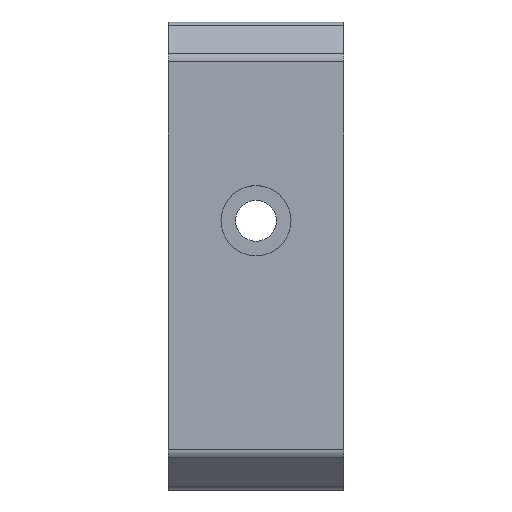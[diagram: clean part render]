
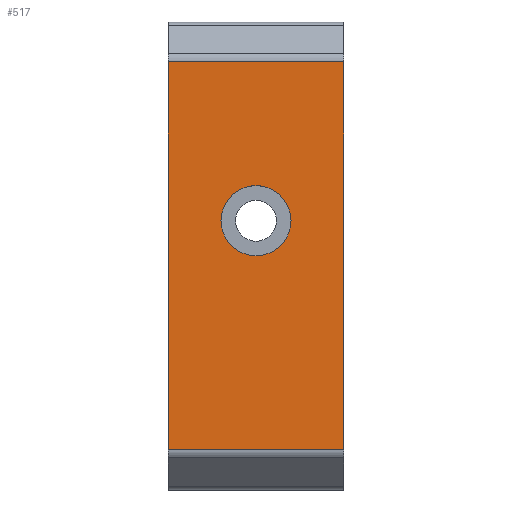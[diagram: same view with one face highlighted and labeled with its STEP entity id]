
A CAD part, top view. The second image highlights one B-rep face of the part: STEP entity #517.
In plain terms, the highlighted planar face has unit normal (0, 0, 1).
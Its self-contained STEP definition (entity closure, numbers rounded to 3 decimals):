
#4 = DIRECTION ( 'NONE',  ( 0., 0., 1. ) ) ;
#15 = AXIS2_PLACEMENT_3D ( 'NONE', #574, #764, #591 ) ;
#20 = EDGE_CURVE ( 'NONE', #893, #722, #867, .T. ) ;
#25 = CARTESIAN_POINT ( 'NONE',  ( -117.674, -150.494, 19.236 ) ) ;
#35 = CARTESIAN_POINT ( 'NONE',  ( -117.674, -117.323, 19.236 ) ) ;
#66 = CARTESIAN_POINT ( 'NONE',  ( -117.674, -118.909, 19.236 ) ) ;
#76 = EDGE_LOOP ( 'NONE', ( #621, #940 ) ) ;
#129 = LINE ( 'NONE', #269, #1045 ) ;
#156 = CARTESIAN_POINT ( 'NONE',  ( -132.674, -117.323, 19.236 ) ) ;
#195 = VERTEX_POINT ( 'NONE', #895 ) ;
#224 = CARTESIAN_POINT ( 'NONE',  ( -132.674, -117.323, 19.236 ) ) ;
#248 = FACE_BOUND ( 'NONE', #76, .T. ) ;
#255 = DIRECTION ( 'NONE',  ( 0., 1., 0. ) ) ;
#259 = FACE_OUTER_BOUND ( 'NONE', #1080, .T. ) ;
#266 = ORIENTED_EDGE ( 'NONE', *, *, #20, .T. ) ;
#269 = CARTESIAN_POINT ( 'NONE',  ( -117.674, -150.494, 19.236 ) ) ;
#274 = EDGE_CURVE ( 'NONE', #195, #643, #1158, .T. ) ;
#334 = CARTESIAN_POINT ( 'NONE',  ( -132.674, -118.909, 19.236 ) ) ;
#375 = CARTESIAN_POINT ( 'NONE',  ( -122.174, -130.909, 19.236 ) ) ;
#400 = VERTEX_POINT ( 'NONE', #375 ) ;
#416 = VECTOR ( 'NONE', #892, 1000. ) ;
#444 = LINE ( 'NONE', #156, #876 ) ;
#492 = DIRECTION ( 'NONE',  ( 1., 0., 0. ) ) ;
#517 = ADVANCED_FACE ( 'NONE', ( #248, #259 ), #967, .F. ) ;
#522 = CARTESIAN_POINT ( 'NONE',  ( -132.674, -118.909, 19.236 ) ) ;
#535 = ORIENTED_EDGE ( 'NONE', *, *, #811, .T. ) ;
#536 = CARTESIAN_POINT ( 'NONE',  ( -128.174, -130.909, 19.236 ) ) ;
#574 = CARTESIAN_POINT ( 'NONE',  ( -125.174, -130.909, 19.236 ) ) ;
#591 = DIRECTION ( 'NONE',  ( 1., 0., 0. ) ) ;
#611 = DIRECTION ( 'NONE',  ( -1., 0., 0. ) ) ;
#612 = DIRECTION ( 'NONE',  ( 0., 0., -1. ) ) ;
#620 = EDGE_CURVE ( 'NONE', #400, #801, #905, .T. ) ;
#621 = ORIENTED_EDGE ( 'NONE', *, *, #620, .F. ) ;
#643 = VERTEX_POINT ( 'NONE', #224 ) ;
#660 = AXIS2_PLACEMENT_3D ( 'NONE', #522, #612, #1093 ) ;
#685 = DIRECTION ( 'NONE',  ( 1., 0., 0. ) ) ;
#712 = EDGE_CURVE ( 'NONE', #801, #400, #1087, .T. ) ;
#722 = VERTEX_POINT ( 'NONE', #35 ) ;
#728 = CARTESIAN_POINT ( 'NONE',  ( -125.174, -130.909, 19.236 ) ) ;
#762 = VECTOR ( 'NONE', #255, 1000. ) ;
#764 = DIRECTION ( 'NONE',  ( 0., 0., 1. ) ) ;
#801 = VERTEX_POINT ( 'NONE', #536 ) ;
#810 = ORIENTED_EDGE ( 'NONE', *, *, #985, .T. ) ;
#811 = EDGE_CURVE ( 'NONE', #722, #643, #444, .T. ) ;
#853 = ORIENTED_EDGE ( 'NONE', *, *, #274, .F. ) ;
#867 = LINE ( 'NONE', #66, #416 ) ;
#876 = VECTOR ( 'NONE', #611, 1000. ) ;
#892 = DIRECTION ( 'NONE',  ( 0., 1., 0. ) ) ;
#893 = VERTEX_POINT ( 'NONE', #25 ) ;
#895 = CARTESIAN_POINT ( 'NONE',  ( -132.674, -150.494, 19.236 ) ) ;
#905 = CIRCLE ( 'NONE', #1022, 3. ) ;
#940 = ORIENTED_EDGE ( 'NONE', *, *, #712, .F. ) ;
#967 = PLANE ( 'NONE',  #660 ) ;
#985 = EDGE_CURVE ( 'NONE', #195, #893, #129, .T. ) ;
#1022 = AXIS2_PLACEMENT_3D ( 'NONE', #728, #4, #685 ) ;
#1045 = VECTOR ( 'NONE', #492, 1000. ) ;
#1080 = EDGE_LOOP ( 'NONE', ( #266, #535, #853, #810 ) ) ;
#1087 = CIRCLE ( 'NONE', #15, 3. ) ;
#1093 = DIRECTION ( 'NONE',  ( 0., -1., 0. ) ) ;
#1158 = LINE ( 'NONE', #334, #762 ) ;
